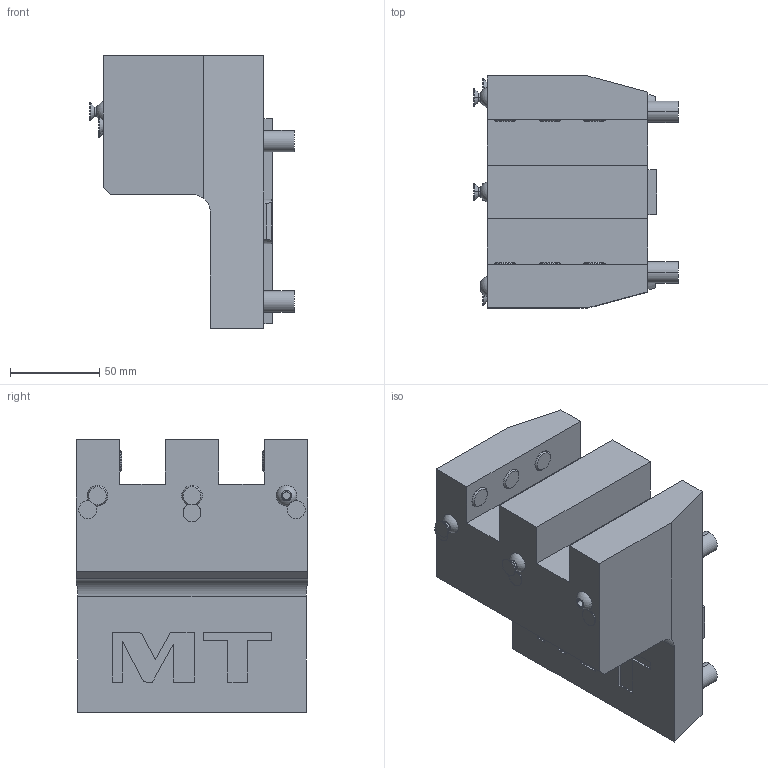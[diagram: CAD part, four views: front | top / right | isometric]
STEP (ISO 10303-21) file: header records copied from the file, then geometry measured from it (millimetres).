
FILE_DESCRIPTION((''),'2;1');
FILE_NAME('DWO3792500_CONF','2023-05-11T09:52:17',('gvalli'),('M.T. srl'),'CREO PARAMETRIC BY PTC INC, 2021072','CREO PARAMETRIC BY PTC INC, 2021072','');
FILE_SCHEMA(('CONFIG_CONTROL_DESIGN'));
Length unit declared in the file: millimetre
Products named in the file (1): DWO3792500_CONF
Bounding box: 114.55 x 130 x 153 mm (x, y, z)
Volume: 1071923.9 mm3; surface area: 90204.2 mm2
Topology: 1 solids, 1 shells, 144 faces, 341 edges, 223 vertices
Faces by surface type: plane 76, cylinder 41, cone 22, sphere 3, extrusion 2
Entity records: 4291 total; most frequent: CARTESIAN_POINT 838, DIRECTION 719, ORIENTED_EDGE 682, EDGE_CURVE 341, AXIS2_PLACEMENT_3D 256, VERTEX_POINT 223, VECTOR 207, LINE 205
